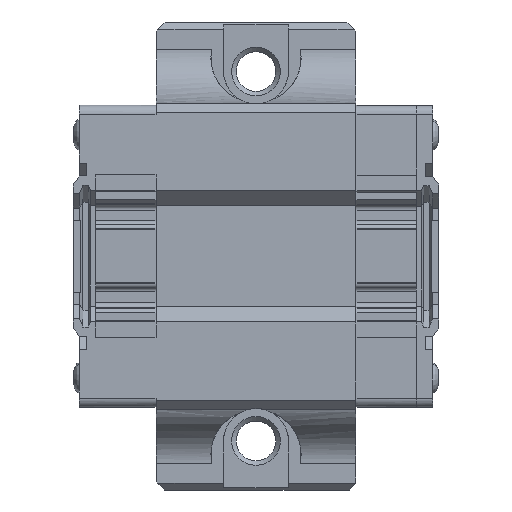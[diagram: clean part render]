
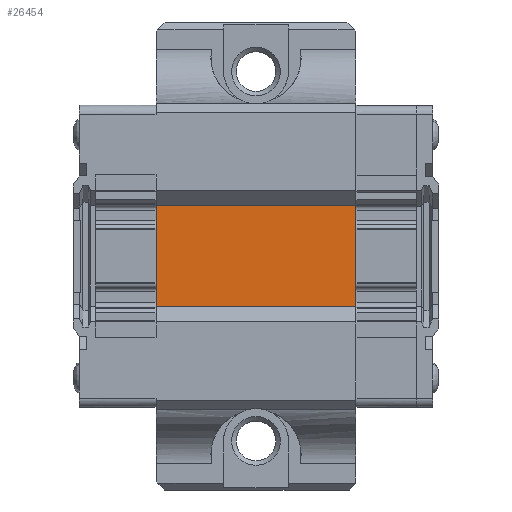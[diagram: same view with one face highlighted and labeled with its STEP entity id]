
A CAD part, front view. The second image highlights one B-rep face of the part: STEP entity #26454.
In plain terms, the highlighted planar face has unit normal (0, -1, 0).
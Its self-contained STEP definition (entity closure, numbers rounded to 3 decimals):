
#733=LINE('',#37870,#3418);
#817=LINE('',#38188,#3502);
#876=LINE('',#38428,#3561);
#877=LINE('',#38429,#3562);
#3418=VECTOR('',#30367,11.783);
#3502=VECTOR('',#30607,11.783);
#3561=VECTOR('',#30782,22.2);
#3562=VECTOR('',#30783,22.2);
#6083=PLANE('',#28122);
#7077=FACE_OUTER_BOUND('',#8571,.T.);
#8571=EDGE_LOOP('',(#17789,#17790,#17791,#17792));
#11316=VERTEX_POINT('',#37867);
#11317=VERTEX_POINT('',#37869);
#11472=VERTEX_POINT('',#38185);
#11473=VERTEX_POINT('',#38187);
#13761=EDGE_CURVE('',#11316,#11317,#733,.T.);
#13917=EDGE_CURVE('',#11472,#11473,#817,.T.);
#14024=EDGE_CURVE('',#11317,#11472,#876,.T.);
#14025=EDGE_CURVE('',#11473,#11316,#877,.T.);
#17789=ORIENTED_EDGE('',*,*,#14024,.F.);
#17790=ORIENTED_EDGE('',*,*,#13761,.F.);
#17791=ORIENTED_EDGE('',*,*,#14025,.F.);
#17792=ORIENTED_EDGE('',*,*,#13917,.F.);
#26454=ADVANCED_FACE('',(#7077),#6083,.F.);
#28122=AXIS2_PLACEMENT_3D('',#38427,#30780,#30781);
#30367=DIRECTION('',(0.,0.,-1.));
#30607=DIRECTION('',(0.,0.,1.));
#30780=DIRECTION('center_axis',(0.,1.,0.));
#30781=DIRECTION('ref_axis',(0.,0.,-1.));
#30782=DIRECTION('',(-1.,0.,0.));
#30783=DIRECTION('',(1.,0.,0.));
#37867=CARTESIAN_POINT('',(11.1,13.1,5.891));
#37869=CARTESIAN_POINT('',(11.1,13.1,-5.891));
#37870=CARTESIAN_POINT('',(11.1,13.1,0.));
#38185=CARTESIAN_POINT('',(-11.1,13.1,-5.891));
#38187=CARTESIAN_POINT('',(-11.1,13.1,5.891));
#38188=CARTESIAN_POINT('',(-11.1,13.1,-5.891));
#38427=CARTESIAN_POINT('Origin',(11.1,13.1,-5.891));
#38428=CARTESIAN_POINT('',(11.1,13.1,-5.891));
#38429=CARTESIAN_POINT('',(11.1,13.1,5.891));
